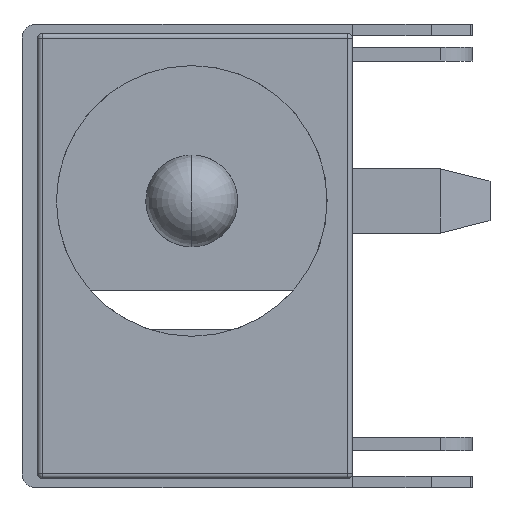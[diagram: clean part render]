
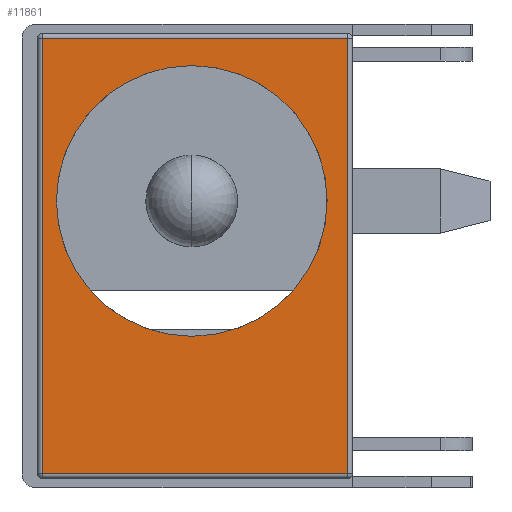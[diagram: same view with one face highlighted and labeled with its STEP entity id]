
A CAD part, left-side view. The second image highlights one B-rep face of the part: STEP entity #11861.
In plain terms, the highlighted free-form (B-spline) face has degree [1, 1] with [2, 2] control points.
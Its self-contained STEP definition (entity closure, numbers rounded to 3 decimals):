
#11861 = ADVANCED_FACE('',(#11862,#11931),#11876,.T.);
#11862 = FACE_BOUND('',#11863,.T.);
#11863 = EDGE_LOOP('',(#11864,#11886,#11902,#11917));
#11864 = ORIENTED_EDGE('',*,*,#11865,.T.);
#11865 = EDGE_CURVE('',#11866,#11868,#11870,.T.);
#11866 = VERTEX_POINT('',#11867);
#11867 = CARTESIAN_POINT('',(2098.571,136.501,-4.75));
#11868 = VERTEX_POINT('',#11869);
#11869 = CARTESIAN_POINT('',(2098.571,129.842,-4.75));
#11870 = SURFACE_CURVE('',#11871,(#11875),.PCURVE_S1.);
#11871 = LINE('',#11872,#11873);
#11872 = CARTESIAN_POINT('',(2098.571,136.501,-4.75));
#11873 = VECTOR('',#11874,1.);
#11874 = DIRECTION('',(0.,-1.,0.));
#11875 = PCURVE('',#11876,#11881);
#11876 = B_SPLINE_SURFACE_WITH_KNOTS('',1,1,(
    (#11877,#11878)
    ,(#11879,#11880
    )),.UNSPECIFIED.,.F.,.F.,.F.,(2,2),(2,2),(-0.133,
    6.793),(0.11,9.99),.PIECEWISE_BEZIER_KNOTS.);
#11877 = CARTESIAN_POINT('',(2098.571,136.634,-4.94));
#11878 = CARTESIAN_POINT('',(2098.571,136.634,4.94));
#11879 = CARTESIAN_POINT('',(2098.571,129.709,-4.94));
#11880 = CARTESIAN_POINT('',(2098.571,129.709,4.94));
#11881 = DEFINITIONAL_REPRESENTATION('',(#11882),#11885);
#11882 = B_SPLINE_CURVE_WITH_KNOTS('',1,(#11883,#11884),.UNSPECIFIED.,
  .F.,.F.,(2,2),(0.,6.659),.PIECEWISE_BEZIER_KNOTS.);
#11883 = CARTESIAN_POINT('',(0.,0.3));
#11884 = CARTESIAN_POINT('',(6.659,0.3));
#11885 = ( GEOMETRIC_REPRESENTATION_CONTEXT(2) 
PARAMETRIC_REPRESENTATION_CONTEXT() REPRESENTATION_CONTEXT('2D SPACE',''
  ) );
#11886 = ORIENTED_EDGE('',*,*,#11887,.T.);
#11887 = EDGE_CURVE('',#11868,#11888,#11890,.T.);
#11888 = VERTEX_POINT('',#11889);
#11889 = CARTESIAN_POINT('',(2098.571,129.842,4.75));
#11890 = SURFACE_CURVE('',#11891,(#11895),.PCURVE_S1.);
#11891 = LINE('',#11892,#11893);
#11892 = CARTESIAN_POINT('',(2098.571,129.842,-4.75));
#11893 = VECTOR('',#11894,1.);
#11894 = DIRECTION('',(0.,0.,1.));
#11895 = PCURVE('',#11876,#11896);
#11896 = DEFINITIONAL_REPRESENTATION('',(#11897),#11901);
#11897 = LINE('',#11898,#11899);
#11898 = CARTESIAN_POINT('',(6.659,0.3));
#11899 = VECTOR('',#11900,1.);
#11900 = DIRECTION('',(0.,1.));
#11901 = ( GEOMETRIC_REPRESENTATION_CONTEXT(2) 
PARAMETRIC_REPRESENTATION_CONTEXT() REPRESENTATION_CONTEXT('2D SPACE',''
  ) );
#11902 = ORIENTED_EDGE('',*,*,#11903,.T.);
#11903 = EDGE_CURVE('',#11888,#11904,#11906,.T.);
#11904 = VERTEX_POINT('',#11905);
#11905 = CARTESIAN_POINT('',(2098.571,136.501,4.75));
#11906 = SURFACE_CURVE('',#11907,(#11911),.PCURVE_S1.);
#11907 = LINE('',#11908,#11909);
#11908 = CARTESIAN_POINT('',(2098.571,129.842,4.75));
#11909 = VECTOR('',#11910,1.);
#11910 = DIRECTION('',(0.,1.,0.));
#11911 = PCURVE('',#11876,#11912);
#11912 = DEFINITIONAL_REPRESENTATION('',(#11913),#11916);
#11913 = B_SPLINE_CURVE_WITH_KNOTS('',1,(#11914,#11915),.UNSPECIFIED.,
  .F.,.F.,(2,2),(0.,6.659),.PIECEWISE_BEZIER_KNOTS.);
#11914 = CARTESIAN_POINT('',(6.659,9.8));
#11915 = CARTESIAN_POINT('',(0.,9.8));
#11916 = ( GEOMETRIC_REPRESENTATION_CONTEXT(2) 
PARAMETRIC_REPRESENTATION_CONTEXT() REPRESENTATION_CONTEXT('2D SPACE',''
  ) );
#11917 = ORIENTED_EDGE('',*,*,#11918,.T.);
#11918 = EDGE_CURVE('',#11904,#11866,#11919,.T.);
#11919 = SURFACE_CURVE('',#11920,(#11924),.PCURVE_S1.);
#11920 = LINE('',#11921,#11922);
#11921 = CARTESIAN_POINT('',(2098.571,136.501,4.75));
#11922 = VECTOR('',#11923,1.);
#11923 = DIRECTION('',(0.,0.,-1.));
#11924 = PCURVE('',#11876,#11925);
#11925 = DEFINITIONAL_REPRESENTATION('',(#11926),#11930);
#11926 = LINE('',#11927,#11928);
#11927 = CARTESIAN_POINT('',(0.,9.8));
#11928 = VECTOR('',#11929,1.);
#11929 = DIRECTION('',(0.,-1.));
#11930 = ( GEOMETRIC_REPRESENTATION_CONTEXT(2) 
PARAMETRIC_REPRESENTATION_CONTEXT() REPRESENTATION_CONTEXT('2D SPACE',''
  ) );
#11931 = FACE_BOUND('',#11932,.T.);
#11932 = EDGE_LOOP('',(#11933,#11971));
#11933 = ORIENTED_EDGE('',*,*,#11934,.T.);
#11934 = EDGE_CURVE('',#11935,#11937,#11939,.T.);
#11935 = VERTEX_POINT('',#11936);
#11936 = CARTESIAN_POINT('',(2098.571,133.242,-1.75));
#11937 = VERTEX_POINT('',#11938);
#11938 = CARTESIAN_POINT('',(2098.571,133.242,4.15));
#11939 = SURFACE_CURVE('',#11940,(#11945),.PCURVE_S1.);
#11940 = CIRCLE('',#11941,2.95);
#11941 = AXIS2_PLACEMENT_3D('',#11942,#11943,#11944);
#11942 = CARTESIAN_POINT('',(2098.571,133.242,1.2));
#11943 = DIRECTION('',(1.,-0.,0.));
#11944 = DIRECTION('',(0.,0.,-1.));
#11945 = PCURVE('',#11876,#11946);
#11946 = DEFINITIONAL_REPRESENTATION('',(#11947),#11970);
#11947 = B_SPLINE_CURVE_WITH_KNOTS('',3,(#11948,#11949,#11950,#11951,
    #11952,#11953,#11954,#11955,#11956,#11957,#11958,#11959,#11960,
    #11961,#11962,#11963,#11964,#11965,#11966,#11967,#11968,#11969),
  .UNSPECIFIED.,.F.,.F.,(4,1,1,1,1,1,1,1,1,1,1,1,1,1,1,1,1,1,1,4),(0.,
    0.165,0.331,0.496,0.661,
    0.827,0.992,1.157,1.323,
    1.488,1.653,1.819,1.984,
    2.15,2.315,2.48,2.646,
    2.811,2.976,3.142),.UNSPECIFIED.);
#11948 = CARTESIAN_POINT('',(3.259,3.3));
#11949 = CARTESIAN_POINT('',(3.097,3.3));
#11950 = CARTESIAN_POINT('',(2.772,3.327));
#11951 = CARTESIAN_POINT('',(2.297,3.447));
#11952 = CARTESIAN_POINT('',(1.849,3.644));
#11953 = CARTESIAN_POINT('',(1.439,3.911));
#11954 = CARTESIAN_POINT('',(1.079,4.243));
#11955 = CARTESIAN_POINT('',(0.778,4.629));
#11956 = CARTESIAN_POINT('',(0.545,5.06));
#11957 = CARTESIAN_POINT('',(0.387,5.523));
#11958 = CARTESIAN_POINT('',(0.306,6.005));
#11959 = CARTESIAN_POINT('',(0.306,6.495));
#11960 = CARTESIAN_POINT('',(0.387,6.977));
#11961 = CARTESIAN_POINT('',(0.545,7.44));
#11962 = CARTESIAN_POINT('',(0.778,7.871));
#11963 = CARTESIAN_POINT('',(1.079,8.257));
#11964 = CARTESIAN_POINT('',(1.439,8.589));
#11965 = CARTESIAN_POINT('',(1.849,8.856));
#11966 = CARTESIAN_POINT('',(2.297,9.053));
#11967 = CARTESIAN_POINT('',(2.772,9.173));
#11968 = CARTESIAN_POINT('',(3.097,9.2));
#11969 = CARTESIAN_POINT('',(3.259,9.2));
#11970 = ( GEOMETRIC_REPRESENTATION_CONTEXT(2) 
PARAMETRIC_REPRESENTATION_CONTEXT() REPRESENTATION_CONTEXT('2D SPACE',''
  ) );
#11971 = ORIENTED_EDGE('',*,*,#11972,.T.);
#11972 = EDGE_CURVE('',#11937,#11935,#11973,.T.);
#11973 = SURFACE_CURVE('',#11974,(#11979),.PCURVE_S1.);
#11974 = CIRCLE('',#11975,2.95);
#11975 = AXIS2_PLACEMENT_3D('',#11976,#11977,#11978);
#11976 = CARTESIAN_POINT('',(2098.571,133.242,1.2));
#11977 = DIRECTION('',(1.,0.,-0.));
#11978 = DIRECTION('',(0.,0.,1.));
#11979 = PCURVE('',#11876,#11980);
#11980 = DEFINITIONAL_REPRESENTATION('',(#11981),#12004);
#11981 = B_SPLINE_CURVE_WITH_KNOTS('',3,(#11982,#11983,#11984,#11985,
    #11986,#11987,#11988,#11989,#11990,#11991,#11992,#11993,#11994,
    #11995,#11996,#11997,#11998,#11999,#12000,#12001,#12002,#12003),
  .UNSPECIFIED.,.F.,.F.,(4,1,1,1,1,1,1,1,1,1,1,1,1,1,1,1,1,1,1,4),(0.,
    0.165,0.331,0.496,0.661,
    0.827,0.992,1.157,1.323,
    1.488,1.653,1.819,1.984,
    2.15,2.315,2.48,2.646,
    2.811,2.976,3.142),.UNSPECIFIED.);
#11982 = CARTESIAN_POINT('',(3.259,9.2));
#11983 = CARTESIAN_POINT('',(3.422,9.2));
#11984 = CARTESIAN_POINT('',(3.747,9.173));
#11985 = CARTESIAN_POINT('',(4.222,9.053));
#11986 = CARTESIAN_POINT('',(4.67,8.856));
#11987 = CARTESIAN_POINT('',(5.08,8.589));
#11988 = CARTESIAN_POINT('',(5.44,8.257));
#11989 = CARTESIAN_POINT('',(5.74,7.871));
#11990 = CARTESIAN_POINT('',(5.973,7.44));
#11991 = CARTESIAN_POINT('',(6.132,6.977));
#11992 = CARTESIAN_POINT('',(6.213,6.495));
#11993 = CARTESIAN_POINT('',(6.213,6.005));
#11994 = CARTESIAN_POINT('',(6.132,5.523));
#11995 = CARTESIAN_POINT('',(5.973,5.06));
#11996 = CARTESIAN_POINT('',(5.74,4.629));
#11997 = CARTESIAN_POINT('',(5.44,4.243));
#11998 = CARTESIAN_POINT('',(5.08,3.911));
#11999 = CARTESIAN_POINT('',(4.67,3.644));
#12000 = CARTESIAN_POINT('',(4.222,3.447));
#12001 = CARTESIAN_POINT('',(3.747,3.327));
#12002 = CARTESIAN_POINT('',(3.422,3.3));
#12003 = CARTESIAN_POINT('',(3.259,3.3));
#12004 = ( GEOMETRIC_REPRESENTATION_CONTEXT(2) 
PARAMETRIC_REPRESENTATION_CONTEXT() REPRESENTATION_CONTEXT('2D SPACE',''
  ) );
